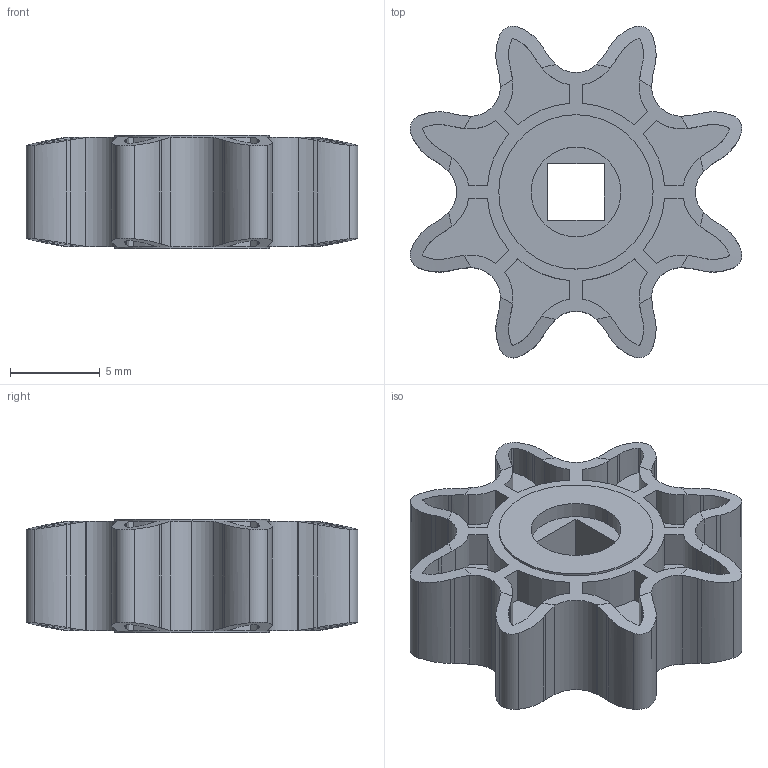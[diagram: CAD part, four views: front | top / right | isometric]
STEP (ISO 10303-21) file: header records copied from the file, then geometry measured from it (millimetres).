
FILE_DESCRIPTION (( 'STEP AP214' ), '1' );
FILE_NAME ('228-2500-232 Rev2.STEP', '2014-03-06T21:41:32', ( '' ), ( '' ), 'SwSTEP 2.0', 'SolidWorks 2013', '' );
FILE_SCHEMA (( 'AUTOMOTIVE_DESIGN' ));
Length unit declared in the file: millimetre
Products named in the file (1): 228-2500-232 Rev2
Bounding box: 18.49 x 18.49 x 6.35 mm (x, y, z)
Volume: 889.2 mm3; surface area: 1368.1 mm2
Topology: 1 solids, 1 shells, 325 faces, 957 edges, 638 vertices
Faces by surface type: cylinder 203, plane 106, cone 16
Entity records: 15036 total; most frequent: CARTESIAN_POINT 3125, ORIENTED_EDGE 1914, DIRECTION 1623, EDGE_CURVE 957, VERTEX_POINT 638, AXIS2_PLACEMENT_3D 616, VECTOR 391, LINE 391
